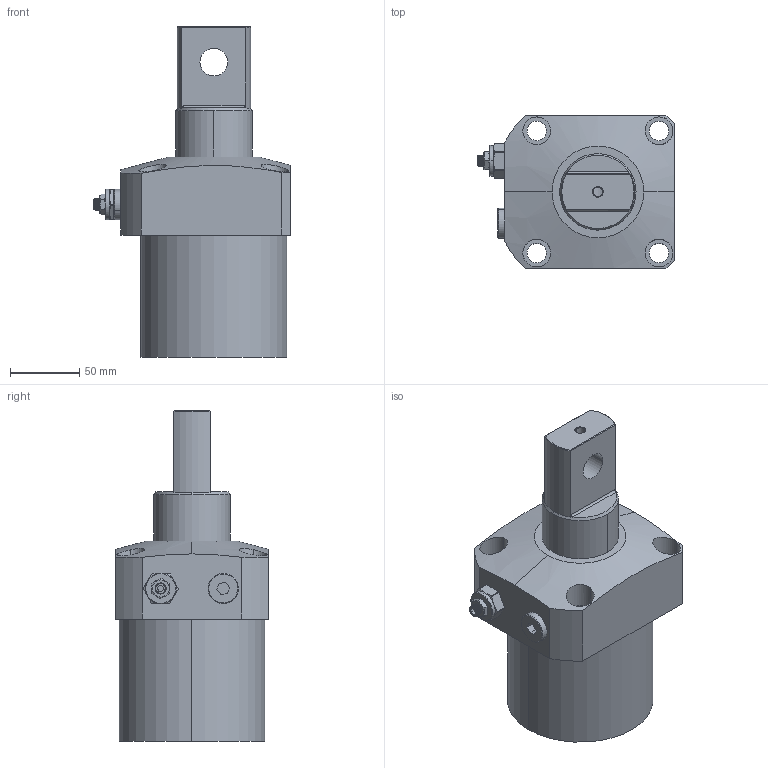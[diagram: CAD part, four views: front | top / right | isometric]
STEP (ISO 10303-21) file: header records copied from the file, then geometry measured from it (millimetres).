
FILE_DESCRIPTION (( 'STEP AP203' ), '1' );
FILE_NAME ('CHA-105Dx90C.STEP', '2019-12-07T08:49:20', ( '' ), ( '' ), 'SwSTEP 2.0', 'SolidWorks 2017', '' );
FILE_SCHEMA (( 'CONFIG_CONTROL_DESIGN' ));
Length unit declared in the file: millimetre
Products named in the file (5): CHA-105D活塞杆; CHA-105Dx90C; CHA-90掛极; G3-8黑芛; CZL30覃厒概
Assembly tree (4 placements, depth 2):
  CHA-105Dx90C
    CHA-90掛极
    CHA-105D活塞杆
    CZL30覃厒概
    G3-8黑芛
Bounding box: 141.5 x 110 x 238 mm (x, y, z)
Volume: 1361972.7 mm3; surface area: 155747 mm2
Topology: 10 solids, 10 shells, 520 faces, 1371 edges, 889 vertices
Faces by surface type: cylinder 203, plane 117, bspline 111, cone 68, torus 20, sphere 1
Entity records: 67991 total; most frequent: CARTESIAN_POINT 56107, ORIENTED_EDGE 2732, DIRECTION 1964, EDGE_CURVE 1366, VERTEX_POINT 887, AXIS2_PLACEMENT_3D 769, EDGE_LOOP 579, ADVANCED_FACE 520
